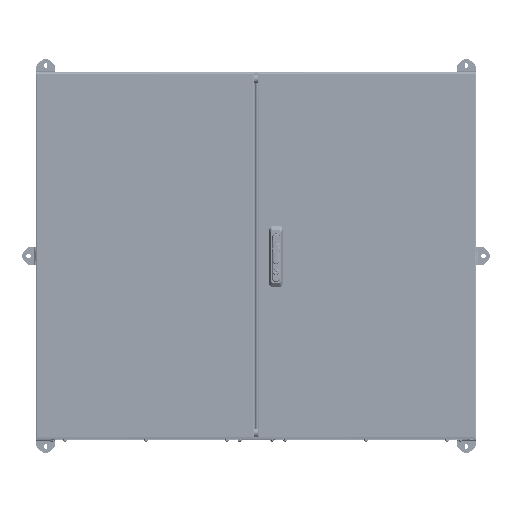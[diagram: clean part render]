
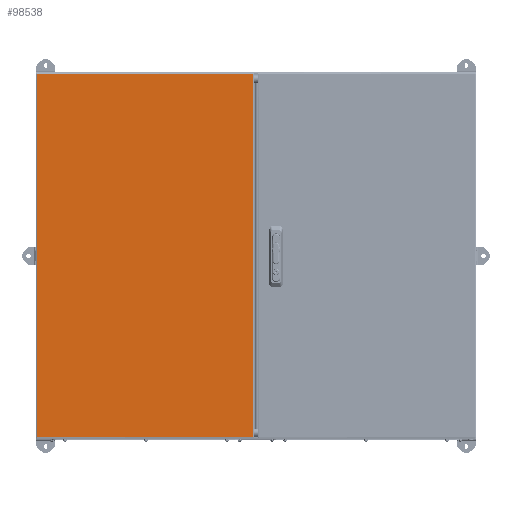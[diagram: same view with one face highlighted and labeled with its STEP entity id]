
A CAD part, top view. The second image highlights one B-rep face of the part: STEP entity #98538.
In plain terms, the highlighted planar face has unit normal (0, 0, 1).
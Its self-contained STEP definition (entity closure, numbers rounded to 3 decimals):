
#791 = DIRECTION ( 'NONE',  ( 1., 0., 0. ) ) ;
#2856 = CARTESIAN_POINT ( 'NONE',  ( 294.5, 494.5, 0. ) ) ;
#3618 = EDGE_CURVE ( 'NONE', #60473, #111408, #81443, .T. ) ;
#5763 = DIRECTION ( 'NONE',  ( 0., 0., 1. ) ) ;
#13551 = VERTEX_POINT ( 'NONE', #33881 ) ;
#22587 = CARTESIAN_POINT ( 'NONE',  ( 0., 0., 0. ) ) ;
#25598 = CARTESIAN_POINT ( 'NONE',  ( 294.5, -495.293, 0. ) ) ;
#25824 = VECTOR ( 'NONE', #116490, 1000. ) ;
#26242 = ORIENTED_EDGE ( 'NONE', *, *, #3618, .T. ) ;
#32956 = ORIENTED_EDGE ( 'NONE', *, *, #60452, .T. ) ;
#33881 = CARTESIAN_POINT ( 'NONE',  ( -294.5, 494.5, 0. ) ) ;
#34273 = LINE ( 'NONE', #96127, #25824 ) ;
#36836 = CARTESIAN_POINT ( 'NONE',  ( 294.5, -494.5, 0. ) ) ;
#47293 = VERTEX_POINT ( 'NONE', #114162 ) ;
#49648 = FACE_OUTER_BOUND ( 'NONE', #116426, .T. ) ;
#52092 = LINE ( 'NONE', #116856, #56421 ) ;
#52967 = AXIS2_PLACEMENT_3D ( 'NONE', #22587, #5763, #86271 ) ;
#53886 = ORIENTED_EDGE ( 'NONE', *, *, #84019, .T. ) ;
#56421 = VECTOR ( 'NONE', #62307, 1000. ) ;
#60452 = EDGE_CURVE ( 'NONE', #47293, #60473, #65085, .T. ) ;
#60473 = VERTEX_POINT ( 'NONE', #36836 ) ;
#62307 = DIRECTION ( 'NONE',  ( -1., 0., 0. ) ) ;
#65085 = LINE ( 'NONE', #102199, #101339 ) ;
#68123 = ORIENTED_EDGE ( 'NONE', *, *, #93397, .T. ) ;
#81443 = LINE ( 'NONE', #25598, #110668 ) ;
#84019 = EDGE_CURVE ( 'NONE', #13551, #47293, #34273, .T. ) ;
#86271 = DIRECTION ( 'NONE',  ( 1., 0., 0. ) ) ;
#93397 = EDGE_CURVE ( 'NONE', #111408, #13551, #52092, .T. ) ;
#96127 = CARTESIAN_POINT ( 'NONE',  ( -294.5, 495.293, 0. ) ) ;
#98233 = DIRECTION ( 'NONE',  ( 0., 1., 0. ) ) ;
#98538 = ADVANCED_FACE ( 'NONE', ( #49648 ), #104797, .T. ) ;
#101339 = VECTOR ( 'NONE', #791, 1000. ) ;
#102199 = CARTESIAN_POINT ( 'NONE',  ( -295.293, -494.5, 0. ) ) ;
#104797 = PLANE ( 'NONE',  #52967 ) ;
#110668 = VECTOR ( 'NONE', #98233, 1000. ) ;
#111408 = VERTEX_POINT ( 'NONE', #2856 ) ;
#114162 = CARTESIAN_POINT ( 'NONE',  ( -294.5, -494.5, 0. ) ) ;
#116426 = EDGE_LOOP ( 'NONE', ( #68123, #53886, #32956, #26242 ) ) ;
#116490 = DIRECTION ( 'NONE',  ( 0., -1., 0. ) ) ;
#116856 = CARTESIAN_POINT ( 'NONE',  ( 295.293, 494.5, 0. ) ) ;
